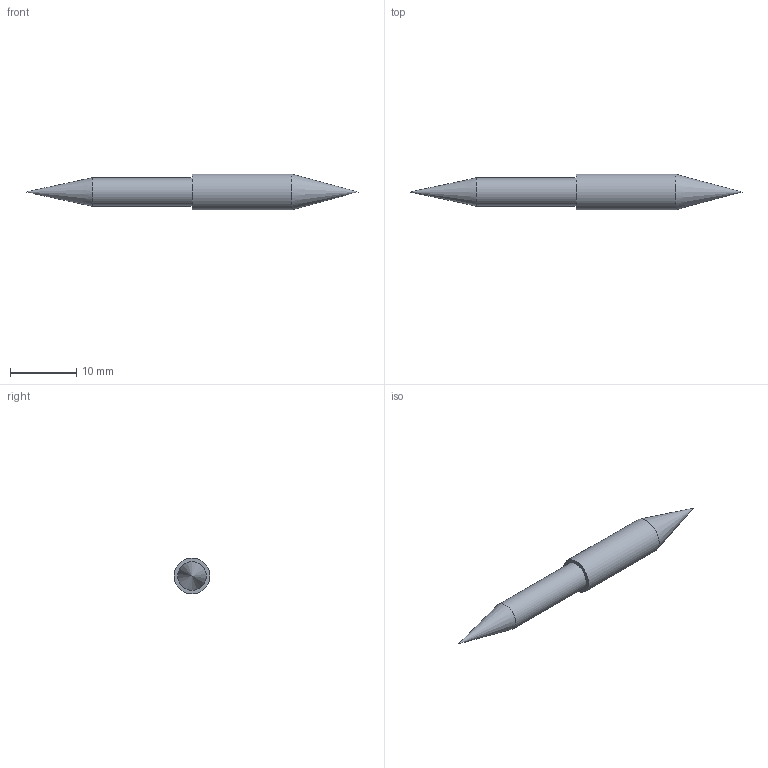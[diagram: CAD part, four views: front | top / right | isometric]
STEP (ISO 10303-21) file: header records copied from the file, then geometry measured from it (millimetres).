
FILE_DESCRIPTION(('FreeCAD Model'),'2;1');
FILE_NAME('Open CASCADE Shape Model','2024-12-03T21:03:23',('Author'),( ''),'Open CASCADE STEP processor 7.7','FreeCAD','Unknown');
FILE_SCHEMA(('AUTOMOTIVE_DESIGN { 1 0 10303 214 1 1 1 1 }'));
Length unit declared in the file: millimetre
Products named in the file (1): Body
Bounding box: 50 x 5.4 x 5.4 mm (x, y, z)
Volume: 686.1 mm3; surface area: 622.4 mm2
Topology: 1 solids, 1 shells, 5 faces, 10 edges, 6 vertices
Faces by surface type: cone 2, cylinder 2, plane 1
Full cylindrical faces by diameter (mm): 4.3 x1, 5.4 x1
Entity records: 144 total; most frequent: DIRECTION 24, CARTESIAN_POINT 20, ORIENTED_EDGE 16, AXIS2_PLACEMENT_3D 10, EDGE_CURVE 8, FACE_BOUND 6, EDGE_LOOP 6, VERTEX_POINT 6
